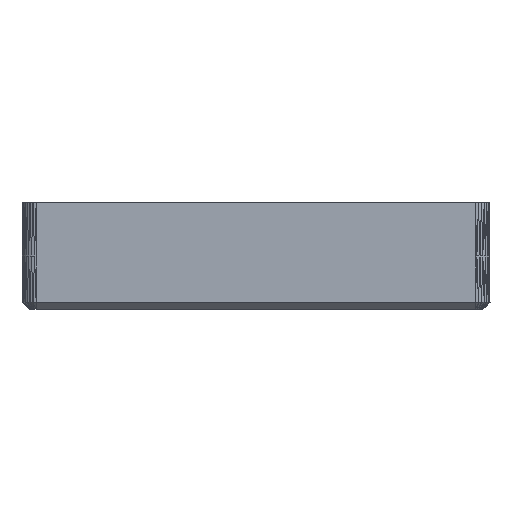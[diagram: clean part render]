
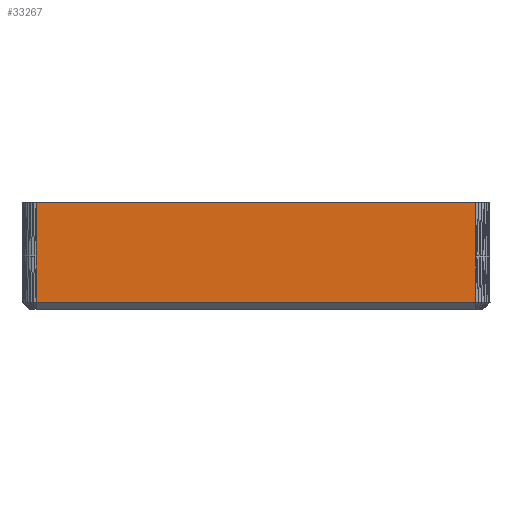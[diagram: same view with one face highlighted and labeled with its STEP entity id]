
A CAD part, left-side view. The second image highlights one B-rep face of the part: STEP entity #33267.
In plain terms, the highlighted planar face has unit normal (-1, 0.002, 0).
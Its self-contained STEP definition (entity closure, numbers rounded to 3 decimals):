
#8415 = VERTEX_POINT('',#8416);
#8416 = CARTESIAN_POINT('',(-2.998,-20.124,
    1.001));
#8601 = VERTEX_POINT('',#8602);
#8602 = CARTESIAN_POINT('',(-2.998,-20.124,
    15.001));
#8608 = EDGE_CURVE('',#8415,#8601,#8609,.T.);
#8609 = LINE('',#8610,#8611);
#8610 = CARTESIAN_POINT('',(-2.998,-20.124,
    1.001));
#8611 = VECTOR('',#8612,1.);
#8612 = DIRECTION('',(0.,0.,
    1.));
#9650 = VERTEX_POINT('',#9651);
#9651 = CARTESIAN_POINT('',(-2.861,41.776,
    15.));
#9950 = VERTEX_POINT('',#9951);
#9951 = CARTESIAN_POINT('',(-2.861,41.776,
    1.));
#9957 = EDGE_CURVE('',#9950,#9650,#9958,.T.);
#9958 = LINE('',#9959,#9960);
#9959 = CARTESIAN_POINT('',(-2.861,41.776,
    1.));
#9960 = VECTOR('',#9961,1.);
#9961 = DIRECTION('',(0.,0.,
    1.));
#19871 = EDGE_CURVE('',#9650,#8601,#19872,.T.);
#19872 = LINE('',#19873,#19874);
#19873 = CARTESIAN_POINT('',(-2.861,41.776,
    15.));
#19874 = VECTOR('',#19875,1.);
#19875 = DIRECTION('',(-0.002,-1.,
    0.));
#33267 = ADVANCED_FACE('',(#33268),#33279,.T.);
#33268 = FACE_BOUND('',#33269,.T.);
#33269 = EDGE_LOOP('',(#33270,#33271,#33272,#33278));
#33270 = ORIENTED_EDGE('',*,*,#19871,.F.);
#33271 = ORIENTED_EDGE('',*,*,#9957,.F.);
#33272 = ORIENTED_EDGE('',*,*,#33273,.F.);
#33273 = EDGE_CURVE('',#8415,#9950,#33274,.T.);
#33274 = LINE('',#33275,#33276);
#33275 = CARTESIAN_POINT('',(-2.998,-20.124,
    1.001));
#33276 = VECTOR('',#33277,1.);
#33277 = DIRECTION('',(0.002,1.,
    0.));
#33278 = ORIENTED_EDGE('',*,*,#8608,.T.);
#33279 = PLANE('',#33280);
#33280 = AXIS2_PLACEMENT_3D('',#33281,#33282,#33283);
#33281 = CARTESIAN_POINT('',(-2.929,10.826,
    8.));
#33282 = DIRECTION('',(-1.,0.002,
    0.));
#33283 = DIRECTION('',(-0.002,-1.,
    0.));
